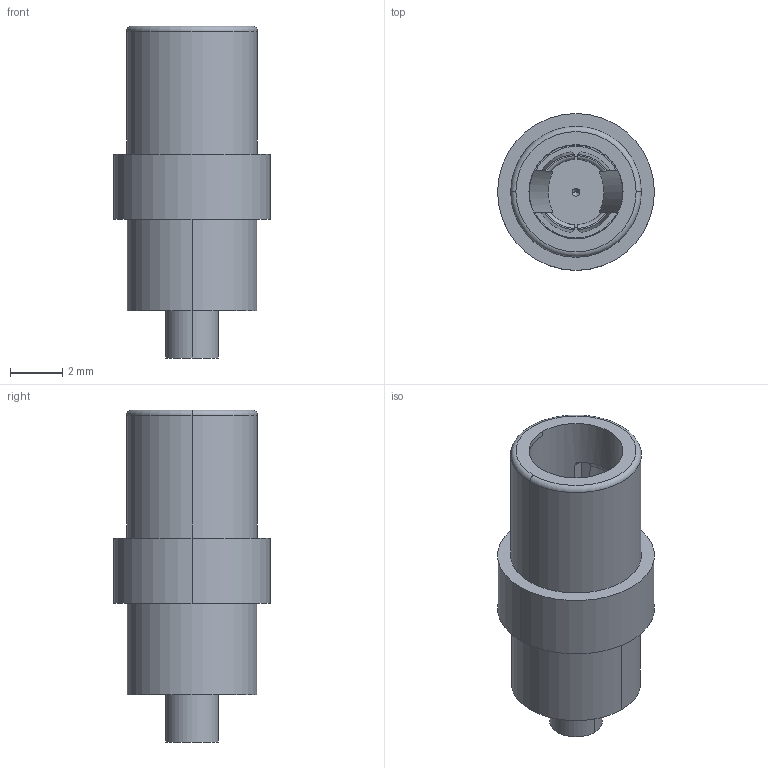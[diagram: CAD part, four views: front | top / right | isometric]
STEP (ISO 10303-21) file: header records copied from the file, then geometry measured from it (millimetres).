
FILE_DESCRIPTION((''),'2;1');
FILE_NAME('00112032402','2020-02-04T',('presta_be4'),(''),'CREO PARAMETRIC BY PTC INC, 2018360','CREO PARAMETRIC BY PTC INC, 2018360','');
FILE_SCHEMA(('CONFIG_CONTROL_DESIGN'));
Length unit declared in the file: millimetre
Products named in the file (1): 00112032402
Bounding box: 6 x 6 x 12.7 mm (x, y, z)
Volume: 133.9 mm3; surface area: 663.1 mm2
Topology: 1 solids, 1 shells, 102 faces, 263 edges, 169 vertices
Faces by surface type: cylinder 40, plane 37, cone 15, torus 6, bspline 4
Entity records: 3508 total; most frequent: CARTESIAN_POINT 1036, ORIENTED_EDGE 522, DIRECTION 492, EDGE_CURVE 261, AXIS2_PLACEMENT_3D 203, VERTEX_POINT 169, EDGE_LOOP 116, CIRCLE 105
